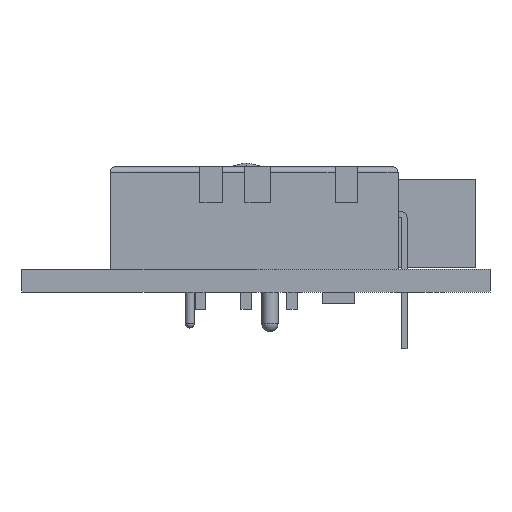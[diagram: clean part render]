
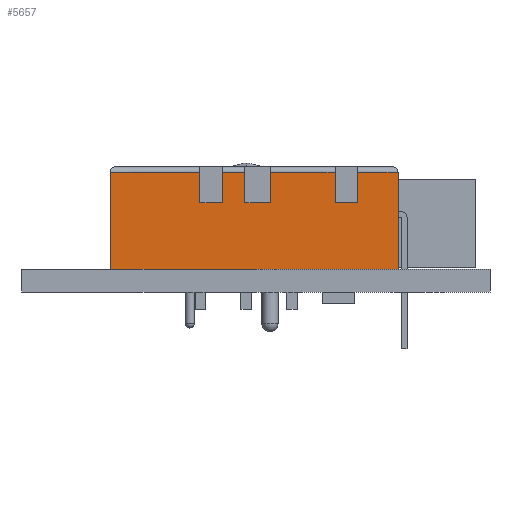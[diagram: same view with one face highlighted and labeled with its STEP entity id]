
A CAD part, front view. The second image highlights one B-rep face of the part: STEP entity #5657.
In plain terms, the highlighted face is planar.
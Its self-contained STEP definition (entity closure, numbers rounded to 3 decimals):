
#5657 = ADVANCED_FACE('',(#5658),#5788,.T.);
#5658 = FACE_BOUND('',#5659,.T.);
#5659 = EDGE_LOOP('',(#5660,#5670,#5678,#5686,#5694,#5702,#5710,#5718,
    #5726,#5734,#5742,#5750,#5758,#5766,#5774,#5782));
#5660 = ORIENTED_EDGE('',*,*,#5661,.T.);
#5661 = EDGE_CURVE('',#5662,#5664,#5666,.T.);
#5662 = VERTEX_POINT('',#5663);
#5663 = CARTESIAN_POINT('',(-8.,6.35,0.));
#5664 = VERTEX_POINT('',#5665);
#5665 = CARTESIAN_POINT('',(-8.,6.35,5.4));
#5666 = LINE('',#5667,#5668);
#5667 = CARTESIAN_POINT('',(-8.,6.35,0.));
#5668 = VECTOR('',#5669,1.);
#5669 = DIRECTION('',(0.,0.,1.));
#5670 = ORIENTED_EDGE('',*,*,#5671,.T.);
#5671 = EDGE_CURVE('',#5664,#5672,#5674,.T.);
#5672 = VERTEX_POINT('',#5673);
#5673 = CARTESIAN_POINT('',(-5.774,6.35,5.4));
#5674 = LINE('',#5675,#5676);
#5675 = CARTESIAN_POINT('',(-8.,6.35,5.4));
#5676 = VECTOR('',#5677,1.);
#5677 = DIRECTION('',(1.,0.,0.));
#5678 = ORIENTED_EDGE('',*,*,#5679,.F.);
#5679 = EDGE_CURVE('',#5680,#5672,#5682,.T.);
#5680 = VERTEX_POINT('',#5681);
#5681 = CARTESIAN_POINT('',(-5.774,6.35,3.7));
#5682 = LINE('',#5683,#5684);
#5683 = CARTESIAN_POINT('',(-5.774,6.35,2.85));
#5684 = VECTOR('',#5685,1.);
#5685 = DIRECTION('',(0.,0.,1.));
#5686 = ORIENTED_EDGE('',*,*,#5687,.T.);
#5687 = EDGE_CURVE('',#5680,#5688,#5690,.T.);
#5688 = VERTEX_POINT('',#5689);
#5689 = CARTESIAN_POINT('',(-4.503,6.35,3.7));
#5690 = LINE('',#5691,#5692);
#5691 = CARTESIAN_POINT('',(-6.569,6.35,3.7));
#5692 = VECTOR('',#5693,1.);
#5693 = DIRECTION('',(1.,0.,0.));
#5694 = ORIENTED_EDGE('',*,*,#5695,.F.);
#5695 = EDGE_CURVE('',#5696,#5688,#5698,.T.);
#5696 = VERTEX_POINT('',#5697);
#5697 = CARTESIAN_POINT('',(-4.503,6.35,5.4));
#5698 = LINE('',#5699,#5700);
#5699 = CARTESIAN_POINT('',(-4.503,6.35,2.85));
#5700 = VECTOR('',#5701,1.);
#5701 = DIRECTION('',(0.,0.,-1.));
#5702 = ORIENTED_EDGE('',*,*,#5703,.T.);
#5703 = EDGE_CURVE('',#5696,#5704,#5706,.T.);
#5704 = VERTEX_POINT('',#5705);
#5705 = CARTESIAN_POINT('',(-0.913,6.35,5.4));
#5706 = LINE('',#5707,#5708);
#5707 = CARTESIAN_POINT('',(-8.,6.35,5.4));
#5708 = VECTOR('',#5709,1.);
#5709 = DIRECTION('',(1.,0.,0.));
#5710 = ORIENTED_EDGE('',*,*,#5711,.F.);
#5711 = EDGE_CURVE('',#5712,#5704,#5714,.T.);
#5712 = VERTEX_POINT('',#5713);
#5713 = CARTESIAN_POINT('',(-0.913,6.35,3.7));
#5714 = LINE('',#5715,#5716);
#5715 = CARTESIAN_POINT('',(-0.913,6.35,2.85));
#5716 = VECTOR('',#5717,1.);
#5717 = DIRECTION('',(0.,0.,1.));
#5718 = ORIENTED_EDGE('',*,*,#5719,.T.);
#5719 = EDGE_CURVE('',#5712,#5720,#5722,.T.);
#5720 = VERTEX_POINT('',#5721);
#5721 = CARTESIAN_POINT('',(0.506,6.35,3.7));
#5722 = LINE('',#5723,#5724);
#5723 = CARTESIAN_POINT('',(-4.102,6.35,3.7));
#5724 = VECTOR('',#5725,1.);
#5725 = DIRECTION('',(1.,0.,0.));
#5726 = ORIENTED_EDGE('',*,*,#5727,.F.);
#5727 = EDGE_CURVE('',#5728,#5720,#5730,.T.);
#5728 = VERTEX_POINT('',#5729);
#5729 = CARTESIAN_POINT('',(0.506,6.35,5.4));
#5730 = LINE('',#5731,#5732);
#5731 = CARTESIAN_POINT('',(0.506,6.35,2.85));
#5732 = VECTOR('',#5733,1.);
#5733 = DIRECTION('',(0.,0.,-1.));
#5734 = ORIENTED_EDGE('',*,*,#5735,.T.);
#5735 = EDGE_CURVE('',#5728,#5736,#5738,.T.);
#5736 = VERTEX_POINT('',#5737);
#5737 = CARTESIAN_POINT('',(1.737,6.35,5.4));
#5738 = LINE('',#5739,#5740);
#5739 = CARTESIAN_POINT('',(-8.,6.35,5.4));
#5740 = VECTOR('',#5741,1.);
#5741 = DIRECTION('',(1.,0.,0.));
#5742 = ORIENTED_EDGE('',*,*,#5743,.F.);
#5743 = EDGE_CURVE('',#5744,#5736,#5746,.T.);
#5744 = VERTEX_POINT('',#5745);
#5745 = CARTESIAN_POINT('',(1.737,6.35,3.7));
#5746 = LINE('',#5747,#5748);
#5747 = CARTESIAN_POINT('',(1.737,6.35,2.85));
#5748 = VECTOR('',#5749,1.);
#5749 = DIRECTION('',(0.,0.,1.));
#5750 = ORIENTED_EDGE('',*,*,#5751,.T.);
#5751 = EDGE_CURVE('',#5744,#5752,#5754,.T.);
#5752 = VERTEX_POINT('',#5753);
#5753 = CARTESIAN_POINT('',(3.014,6.35,3.7));
#5754 = LINE('',#5755,#5756);
#5755 = CARTESIAN_POINT('',(-2.812,6.35,3.7));
#5756 = VECTOR('',#5757,1.);
#5757 = DIRECTION('',(1.,0.,0.));
#5758 = ORIENTED_EDGE('',*,*,#5759,.F.);
#5759 = EDGE_CURVE('',#5760,#5752,#5762,.T.);
#5760 = VERTEX_POINT('',#5761);
#5761 = CARTESIAN_POINT('',(3.014,6.35,5.4));
#5762 = LINE('',#5763,#5764);
#5763 = CARTESIAN_POINT('',(3.014,6.35,2.85));
#5764 = VECTOR('',#5765,1.);
#5765 = DIRECTION('',(0.,0.,-1.));
#5766 = ORIENTED_EDGE('',*,*,#5767,.T.);
#5767 = EDGE_CURVE('',#5760,#5768,#5770,.T.);
#5768 = VERTEX_POINT('',#5769);
#5769 = CARTESIAN_POINT('',(8.,6.35,5.4));
#5770 = LINE('',#5771,#5772);
#5771 = CARTESIAN_POINT('',(-8.,6.35,5.4));
#5772 = VECTOR('',#5773,1.);
#5773 = DIRECTION('',(1.,0.,0.));
#5774 = ORIENTED_EDGE('',*,*,#5775,.F.);
#5775 = EDGE_CURVE('',#5776,#5768,#5778,.T.);
#5776 = VERTEX_POINT('',#5777);
#5777 = CARTESIAN_POINT('',(8.,6.35,0.));
#5778 = LINE('',#5779,#5780);
#5779 = CARTESIAN_POINT('',(8.,6.35,0.));
#5780 = VECTOR('',#5781,1.);
#5781 = DIRECTION('',(0.,0.,1.));
#5782 = ORIENTED_EDGE('',*,*,#5783,.F.);
#5783 = EDGE_CURVE('',#5662,#5776,#5784,.T.);
#5784 = LINE('',#5785,#5786);
#5785 = CARTESIAN_POINT('',(-8.,6.35,0.));
#5786 = VECTOR('',#5787,1.);
#5787 = DIRECTION('',(1.,0.,0.));
#5788 = PLANE('',#5789);
#5789 = AXIS2_PLACEMENT_3D('',#5790,#5791,#5792);
#5790 = CARTESIAN_POINT('',(-8.,6.35,0.));
#5791 = DIRECTION('',(0.,1.,0.));
#5792 = DIRECTION('',(1.,0.,0.));
